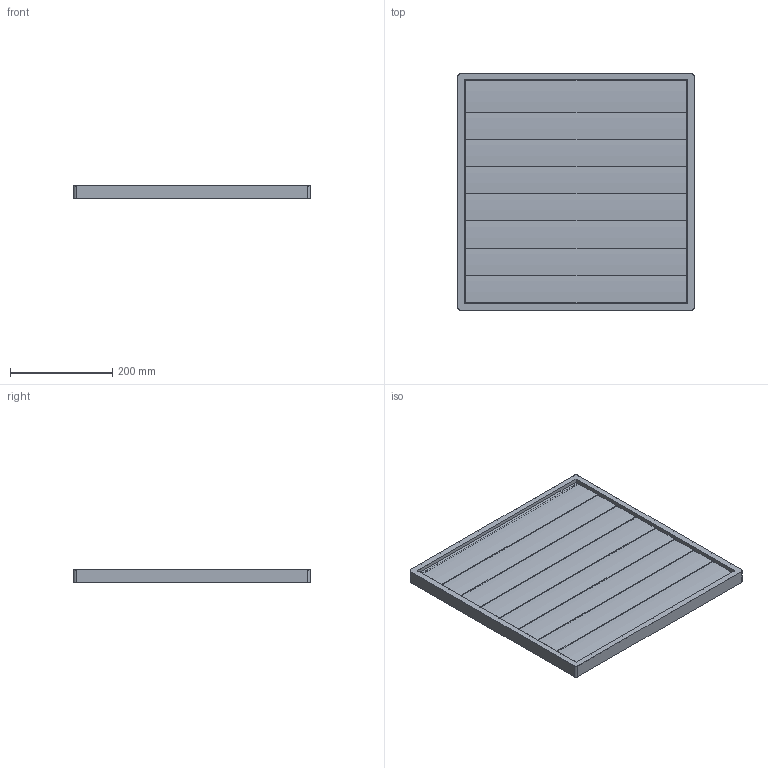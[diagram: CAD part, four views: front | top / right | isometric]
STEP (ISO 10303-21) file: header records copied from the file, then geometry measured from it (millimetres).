
FILE_DESCRIPTION (( 'STEP AP214' ), '1' );
FILE_NAME ('1_-_WSK 40 EX-214.step', '2023-09-12T09:04:00', ( '' ), ( '' ), 'SwSTEP 2.0', 'SolidWorks 2020', '' );
FILE_SCHEMA (( 'AUTOMOTIVE_DESIGN' ));
Length unit declared in the file: millimetre
Products named in the file (4): PS-Kunststoffstift_PS EX; 1_-_WSK 40 EX-214; WSK EX-Kunststoff-Lamelle_62 x 431 EX; WSK 15-50 EX-Rahmen_WSK 40 EX
Assembly tree (25 placements, depth 2):
  1_-_WSK 40 EX-214
    WSK 15-50 EX-Rahmen_WSK 40 EX
    WSK EX-Kunststoff-Lamelle_62 x 431 EX  x8
    PS-Kunststoffstift_PS EX  x16
Bounding box: 462 x 462 x 26 mm (x, y, z)
Volume: 636562.2 mm3; surface area: 836645.1 mm2
Topology: 25 solids, 25 shells, 346 faces, 828 edges, 552 vertices
Faces by surface type: cylinder 196, plane 150
Entity records: 4310 total; most frequent: DIRECTION 728, CARTESIAN_POINT 720, ORIENTED_EDGE 696, EDGE_CURVE 348, VECTOR 248, LINE 248, AXIS2_PLACEMENT_3D 240, VERTEX_POINT 232
